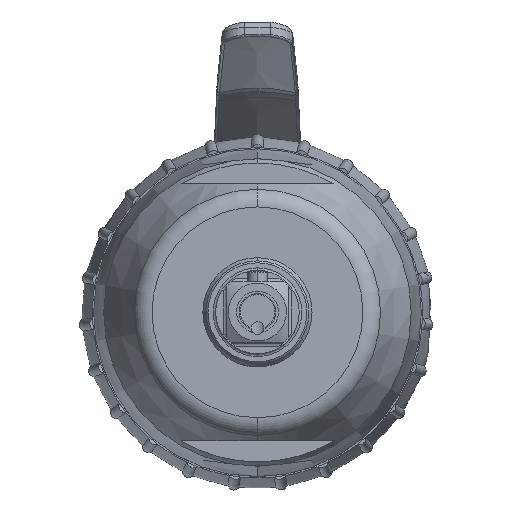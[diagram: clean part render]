
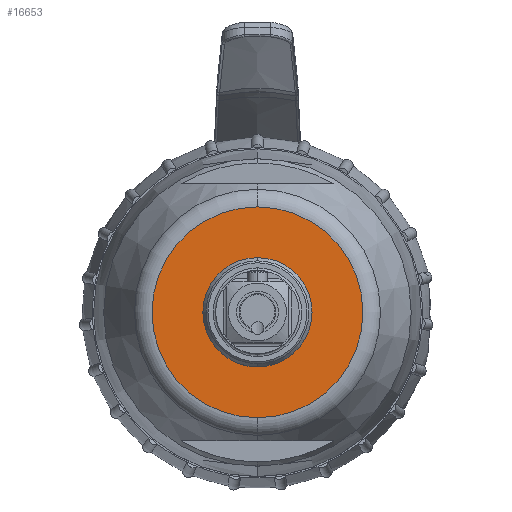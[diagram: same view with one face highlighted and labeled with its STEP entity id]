
A CAD part, top view. The second image highlights one B-rep face of the part: STEP entity #16653.
In plain terms, the highlighted planar face has unit normal (0, 0, 1).
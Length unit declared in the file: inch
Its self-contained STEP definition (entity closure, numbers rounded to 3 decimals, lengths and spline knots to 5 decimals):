
#2662=CARTESIAN_POINT('',(0.,0.,7.32284));
#2663=DIRECTION('',(0.,0.,1.));
#2664=DIRECTION('',(0.,-1.,0.));
#2665=AXIS2_PLACEMENT_3D('',#2662,#2663,#2664);
#2667=CARTESIAN_POINT('',(0.,0.,7.32284));
#2668=DIRECTION('',(0.,0.,1.));
#2669=DIRECTION('',(0.,1.,0.));
#2670=AXIS2_PLACEMENT_3D('',#2667,#2668,#2669);
#2672=CARTESIAN_POINT('',(0.,0.,7.32284));
#2673=DIRECTION('',(0.,0.,1.));
#2674=DIRECTION('',(0.,-1.,0.));
#2675=AXIS2_PLACEMENT_3D('',#2672,#2673,#2674);
#2677=CARTESIAN_POINT('',(0.,0.,7.32284));
#2678=DIRECTION('',(0.,0.,1.));
#2679=DIRECTION('',(0.,1.,0.));
#2680=AXIS2_PLACEMENT_3D('',#2677,#2678,#2679);
#12580=CARTESIAN_POINT('',(0.,-0.64591,7.32284));
#12581=CARTESIAN_POINT('',(0.,0.64591,7.32284));
#12582=VERTEX_POINT('',#12580);
#12583=VERTEX_POINT('',#12581);
#12734=CARTESIAN_POINT('',(0.,-0.33465,7.32284));
#12735=CARTESIAN_POINT('',(0.,0.33465,7.32284));
#12736=VERTEX_POINT('',#12734);
#12737=VERTEX_POINT('',#12735);
#16637=CARTESIAN_POINT('',(0.,0.,7.32284));
#16638=DIRECTION('',(0.,0.,1.));
#16639=DIRECTION('',(0.,1.,0.));
#16640=AXIS2_PLACEMENT_3D('',#16637,#16638,#16639);
#16641=PLANE('',#16640);
#16643=ORIENTED_EDGE('',*,*,#16642,.F.);
#16644=ORIENTED_EDGE('',*,*,#16627,.F.);
#16645=EDGE_LOOP('',(#16643,#16644));
#16646=FACE_OUTER_BOUND('',#16645,.F.);
#16648=ORIENTED_EDGE('',*,*,#16647,.T.);
#16650=ORIENTED_EDGE('',*,*,#16649,.T.);
#16651=EDGE_LOOP('',(#16648,#16650));
#16652=FACE_BOUND('',#16651,.F.);
#16653=ADVANCED_FACE('',(#16646,#16652),#16641,.T.);
#2666=CIRCLE('',#2665,0.64591);
#2671=CIRCLE('',#2670,0.64591);
#2676=CIRCLE('',#2675,0.33465);
#2681=CIRCLE('',#2680,0.33465);
#16627=EDGE_CURVE('',#12583,#12582,#2671,.T.);
#16642=EDGE_CURVE('',#12582,#12583,#2666,.T.);
#16647=EDGE_CURVE('',#12736,#12737,#2676,.T.);
#16649=EDGE_CURVE('',#12737,#12736,#2681,.T.);
